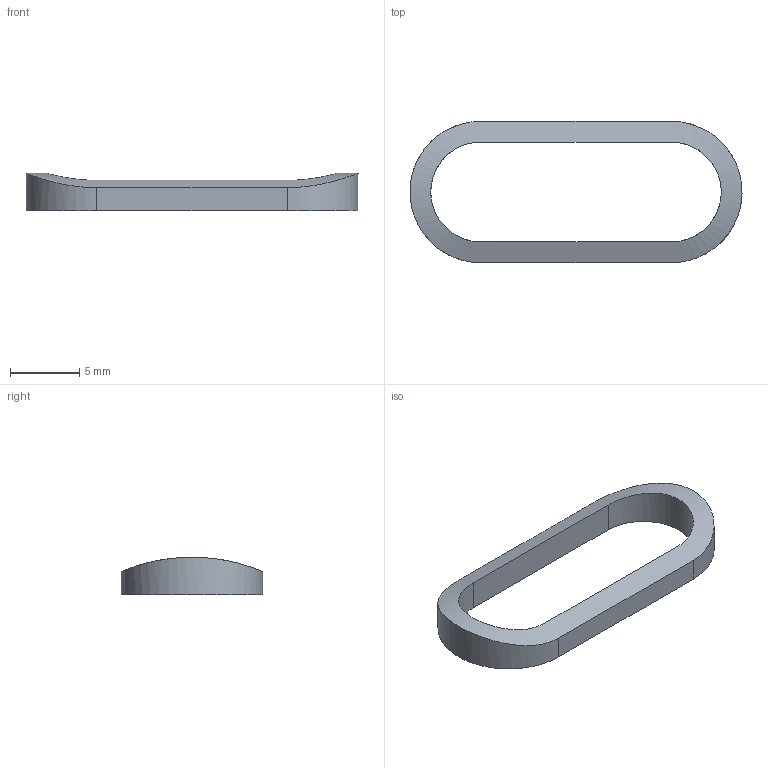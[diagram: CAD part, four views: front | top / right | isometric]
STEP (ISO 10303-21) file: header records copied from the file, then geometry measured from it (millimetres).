
FILE_DESCRIPTION(/* description */ (''),/* implementation_level */ '2;1');
FILE_NAME(/* name */ 'DOUBLE~2',/* time_stamp */ '2019-10-18T18:09:23+02:00',/* author */ (''),/* organization */ (''),/* preprocessor_version */ 'ST-DEVELOPER v16.5',/* originating_system */ '',/* authorisation */ '');
FILE_SCHEMA (('AUTOMOTIVE_DESIGN'));
Length unit declared in the file: millimetre
Products named in the file (1): Document
Bounding box: 23.95 x 10.2 x 2.7 mm (x, y, z)
Volume: 176.3 mm3; surface area: 400.3 mm2
Topology: 1 solids, 1 shells, 10 faces, 24 edges, 16 vertices
Faces by surface type: bspline 6, plane 4
Entity records: 424 total; most frequent: CARTESIAN_POINT 259, ORIENTED_EDGE 48, EDGE_CURVE 24, VERTEX_POINT 16, EDGE_LOOP 12, ADVANCED_FACE 10, FACE_OUTER_BOUND 10, DIRECTION 8
